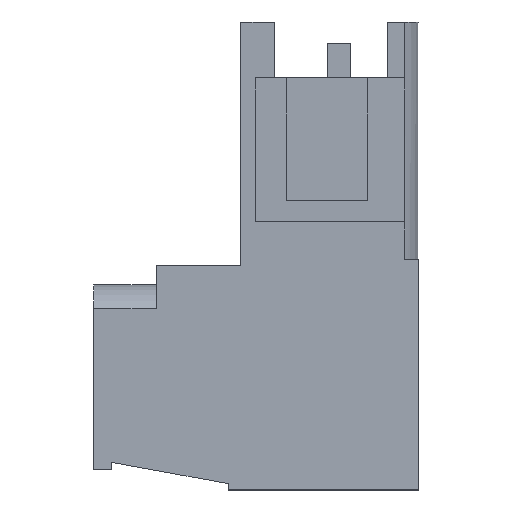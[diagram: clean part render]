
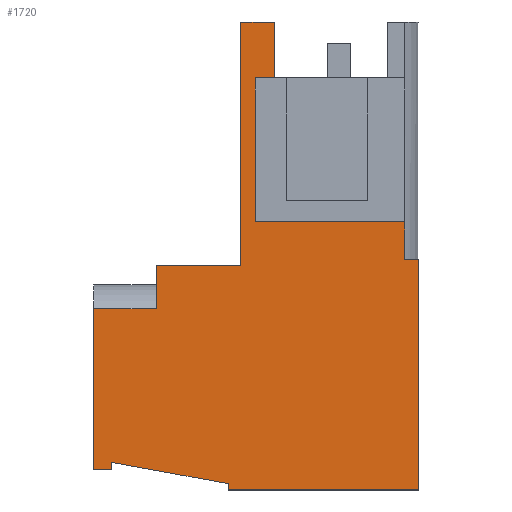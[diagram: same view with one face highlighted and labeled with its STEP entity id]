
A CAD part, left-side view. The second image highlights one B-rep face of the part: STEP entity #1720.
In plain terms, the highlighted planar face has unit normal (-1, 0, 0).
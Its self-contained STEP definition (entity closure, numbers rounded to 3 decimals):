
#638=AXIS2_PLACEMENT_3D('Plane Axis2P3D',#635,#636,#637) ;
#620=CARTESIAN_POINT('Vertex',(0.98,6.785,19.415)) ;
#635=CARTESIAN_POINT('Axis2P3D Location',(0.98,3.66,22.05)) ;
#740=CARTESIAN_POINT('Vertex',(0.98,0.65,12.635)) ;
#743=CARTESIAN_POINT('Line Origine',(0.98,0.65,11.743)) ;
#747=CARTESIAN_POINT('Vertex',(0.98,0.65,10.85)) ;
#805=CARTESIAN_POINT('Vertex',(0.98,6.785,22.05)) ;
#808=CARTESIAN_POINT('Line Origine',(0.98,6.785,20.732)) ;
#1207=CARTESIAN_POINT('Line Origine',(0.98,7.23,19.415)) ;
#1211=CARTESIAN_POINT('Vertex',(0.98,7.675,19.415)) ;
#1499=CARTESIAN_POINT('Line Origine',(0.98,0.325,10.85)) ;
#1503=CARTESIAN_POINT('Vertex',(0.98,0.,10.85)) ;
#1598=CARTESIAN_POINT('Vertex',(0.98,7.675,12.635)) ;
#1601=CARTESIAN_POINT('Line Origine',(0.98,4.163,12.635)) ;
#1613=CARTESIAN_POINT('Line Origine',(0.98,7.675,16.025)) ;
#1618=CARTESIAN_POINT('Line Origine',(0.98,7.575,22.05)) ;
#1622=CARTESIAN_POINT('Vertex',(0.98,8.365,22.05)) ;
#1625=CARTESIAN_POINT('Line Origine',(0.98,8.365,16.318)) ;
#1629=CARTESIAN_POINT('Vertex',(0.98,8.365,10.586)) ;
#1632=CARTESIAN_POINT('Line Origine',(0.98,10.358,10.586)) ;
#1636=CARTESIAN_POINT('Vertex',(0.98,12.35,10.586)) ;
#1639=CARTESIAN_POINT('Line Origine',(0.98,12.35,9.568)) ;
#1643=CARTESIAN_POINT('Vertex',(0.98,12.35,8.55)) ;
#1646=CARTESIAN_POINT('Line Origine',(0.98,13.825,8.55)) ;
#1650=CARTESIAN_POINT('Vertex',(0.98,15.3,8.55)) ;
#1653=CARTESIAN_POINT('Line Origine',(0.98,15.3,4.75)) ;
#1657=CARTESIAN_POINT('Vertex',(0.98,15.3,0.95)) ;
#1660=CARTESIAN_POINT('Line Origine',(0.98,14.875,0.95)) ;
#1664=CARTESIAN_POINT('Vertex',(0.98,14.45,0.95)) ;
#1667=CARTESIAN_POINT('Line Origine',(0.98,14.45,1.127)) ;
#1671=CARTESIAN_POINT('Vertex',(0.98,14.45,1.303)) ;
#1674=CARTESIAN_POINT('Line Origine',(0.98,11.705,0.801)) ;
#1678=CARTESIAN_POINT('Vertex',(0.98,8.961,0.299)) ;
#1681=CARTESIAN_POINT('Line Origine',(0.98,8.961,0.149)) ;
#1685=CARTESIAN_POINT('Vertex',(0.98,8.961,0.)) ;
#1688=CARTESIAN_POINT('Line Origine',(0.98,4.48,0.)) ;
#1692=CARTESIAN_POINT('Vertex',(0.98,0.,0.)) ;
#1695=CARTESIAN_POINT('Line Origine',(0.98,0.,5.425)) ;
#636=DIRECTION('Axis2P3D Direction',(1.,0.,0.)) ;
#637=DIRECTION('Axis2P3D XDirection',(0.,1.,0.)) ;
#744=DIRECTION('Vector Direction',(0.,0.,-1.)) ;
#809=DIRECTION('Vector Direction',(0.,0.,1.)) ;
#1208=DIRECTION('Vector Direction',(0.,-1.,0.)) ;
#1500=DIRECTION('Vector Direction',(0.,-1.,0.)) ;
#1602=DIRECTION('Vector Direction',(0.,-1.,0.)) ;
#1614=DIRECTION('Vector Direction',(0.,0.,-1.)) ;
#1619=DIRECTION('Vector Direction',(0.,-1.,0.)) ;
#1626=DIRECTION('Vector Direction',(0.,0.,-1.)) ;
#1633=DIRECTION('Vector Direction',(0.,-1.,0.)) ;
#1640=DIRECTION('Vector Direction',(0.,0.,1.)) ;
#1647=DIRECTION('Vector Direction',(0.,-1.,0.)) ;
#1654=DIRECTION('Vector Direction',(0.,0.,1.)) ;
#1661=DIRECTION('Vector Direction',(0.,1.,0.)) ;
#1668=DIRECTION('Vector Direction',(0.,0.,-1.)) ;
#1675=DIRECTION('Vector Direction',(0.,-0.984,-0.18)) ;
#1682=DIRECTION('Vector Direction',(0.,0.,-1.)) ;
#1689=DIRECTION('Vector Direction',(0.,-1.,0.)) ;
#1696=DIRECTION('Vector Direction',(0.,0.,-1.)) ;
#745=VECTOR('Line Direction',#744,1.) ;
#810=VECTOR('Line Direction',#809,1.) ;
#1209=VECTOR('Line Direction',#1208,1.) ;
#1501=VECTOR('Line Direction',#1500,1.) ;
#1603=VECTOR('Line Direction',#1602,1.) ;
#1615=VECTOR('Line Direction',#1614,1.) ;
#1620=VECTOR('Line Direction',#1619,1.) ;
#1627=VECTOR('Line Direction',#1626,1.) ;
#1634=VECTOR('Line Direction',#1633,1.) ;
#1641=VECTOR('Line Direction',#1640,1.) ;
#1648=VECTOR('Line Direction',#1647,1.) ;
#1655=VECTOR('Line Direction',#1654,1.) ;
#1662=VECTOR('Line Direction',#1661,1.) ;
#1669=VECTOR('Line Direction',#1668,1.) ;
#1676=VECTOR('Line Direction',#1675,1.) ;
#1683=VECTOR('Line Direction',#1682,1.) ;
#1690=VECTOR('Line Direction',#1689,1.) ;
#1697=VECTOR('Line Direction',#1696,1.) ;
#1701=ORIENTED_EDGE('',*,*,#1605,.F.) ;
#1702=ORIENTED_EDGE('',*,*,#1617,.T.) ;
#1703=ORIENTED_EDGE('',*,*,#1213,.T.) ;
#1704=ORIENTED_EDGE('',*,*,#812,.T.) ;
#1705=ORIENTED_EDGE('',*,*,#1624,.F.) ;
#1706=ORIENTED_EDGE('',*,*,#1631,.T.) ;
#1707=ORIENTED_EDGE('',*,*,#1638,.F.) ;
#1708=ORIENTED_EDGE('',*,*,#1645,.F.) ;
#1709=ORIENTED_EDGE('',*,*,#1652,.F.) ;
#1710=ORIENTED_EDGE('',*,*,#1659,.F.) ;
#1711=ORIENTED_EDGE('',*,*,#1666,.F.) ;
#1712=ORIENTED_EDGE('',*,*,#1673,.F.) ;
#1713=ORIENTED_EDGE('',*,*,#1680,.T.) ;
#1714=ORIENTED_EDGE('',*,*,#1687,.T.) ;
#1715=ORIENTED_EDGE('',*,*,#1694,.T.) ;
#1716=ORIENTED_EDGE('',*,*,#1699,.F.) ;
#1717=ORIENTED_EDGE('',*,*,#1505,.F.) ;
#1718=ORIENTED_EDGE('',*,*,#749,.F.) ;
#1720=ADVANCED_FACE('HOUSING',(#1719),#639,.F.) ;
#749=EDGE_CURVE('',#741,#748,#746,.T.) ;
#812=EDGE_CURVE('',#621,#806,#811,.T.) ;
#1213=EDGE_CURVE('',#1212,#621,#1210,.T.) ;
#1505=EDGE_CURVE('',#748,#1504,#1502,.T.) ;
#1605=EDGE_CURVE('',#1599,#741,#1604,.T.) ;
#1617=EDGE_CURVE('',#1599,#1212,#1616,.F.) ;
#1624=EDGE_CURVE('',#1623,#806,#1621,.T.) ;
#1631=EDGE_CURVE('',#1623,#1630,#1628,.T.) ;
#1638=EDGE_CURVE('',#1637,#1630,#1635,.T.) ;
#1645=EDGE_CURVE('',#1644,#1637,#1642,.T.) ;
#1652=EDGE_CURVE('',#1651,#1644,#1649,.T.) ;
#1659=EDGE_CURVE('',#1658,#1651,#1656,.T.) ;
#1666=EDGE_CURVE('',#1665,#1658,#1663,.T.) ;
#1673=EDGE_CURVE('',#1672,#1665,#1670,.T.) ;
#1680=EDGE_CURVE('',#1672,#1679,#1677,.T.) ;
#1687=EDGE_CURVE('',#1679,#1686,#1684,.T.) ;
#1694=EDGE_CURVE('',#1686,#1693,#1691,.T.) ;
#1699=EDGE_CURVE('',#1504,#1693,#1698,.T.) ;
#1700=EDGE_LOOP('',(#1701,#1702,#1703,#1704,#1705,#1706,#1707,#1708,#1709,#1710,#1711,#1712,#1713,#1714,#1715,#1716,#1717,#1718)) ;
#1719=FACE_OUTER_BOUND('',#1700,.T.) ;
#746=LINE('Line',#743,#745) ;
#811=LINE('Line',#808,#810) ;
#1210=LINE('Line',#1207,#1209) ;
#1502=LINE('Line',#1499,#1501) ;
#1604=LINE('Line',#1601,#1603) ;
#1616=LINE('Line',#1613,#1615) ;
#1621=LINE('Line',#1618,#1620) ;
#1628=LINE('Line',#1625,#1627) ;
#1635=LINE('Line',#1632,#1634) ;
#1642=LINE('Line',#1639,#1641) ;
#1649=LINE('Line',#1646,#1648) ;
#1656=LINE('Line',#1653,#1655) ;
#1663=LINE('Line',#1660,#1662) ;
#1670=LINE('Line',#1667,#1669) ;
#1677=LINE('Line',#1674,#1676) ;
#1684=LINE('Line',#1681,#1683) ;
#1691=LINE('Line',#1688,#1690) ;
#1698=LINE('Line',#1695,#1697) ;
#639=PLANE('',#638) ;
#621=VERTEX_POINT('',#620) ;
#741=VERTEX_POINT('',#740) ;
#748=VERTEX_POINT('',#747) ;
#806=VERTEX_POINT('',#805) ;
#1212=VERTEX_POINT('',#1211) ;
#1504=VERTEX_POINT('',#1503) ;
#1599=VERTEX_POINT('',#1598) ;
#1623=VERTEX_POINT('',#1622) ;
#1630=VERTEX_POINT('',#1629) ;
#1637=VERTEX_POINT('',#1636) ;
#1644=VERTEX_POINT('',#1643) ;
#1651=VERTEX_POINT('',#1650) ;
#1658=VERTEX_POINT('',#1657) ;
#1665=VERTEX_POINT('',#1664) ;
#1672=VERTEX_POINT('',#1671) ;
#1679=VERTEX_POINT('',#1678) ;
#1686=VERTEX_POINT('',#1685) ;
#1693=VERTEX_POINT('',#1692) ;
